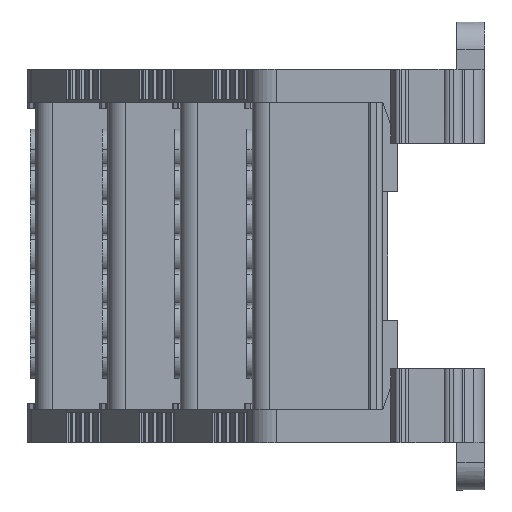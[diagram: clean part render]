
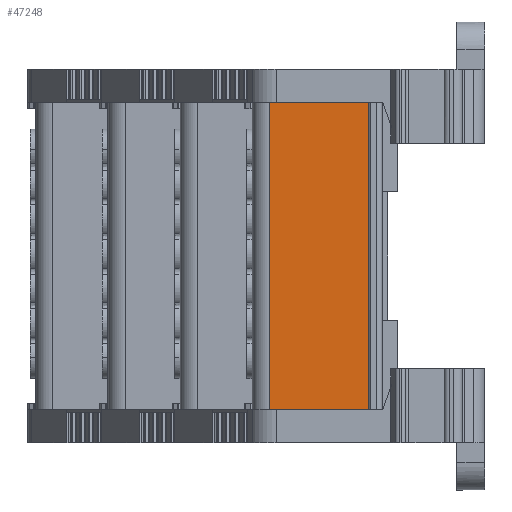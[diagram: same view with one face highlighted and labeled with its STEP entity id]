
A CAD part, left-side view. The second image highlights one B-rep face of the part: STEP entity #47248.
In plain terms, the highlighted planar face has unit normal (-1, 0.018, 0).
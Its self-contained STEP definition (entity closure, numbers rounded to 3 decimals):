
#5931 = EDGE_CURVE ( 'NONE', #77340, #77133, #70103, .T. ) ;
#5965 = EDGE_CURVE ( 'NONE', #77480, #77133, #72431, .T. ) ;
#5966 = EDGE_CURVE ( 'NONE', #77480, #77462, #70261, .T. ) ;
#6049 = EDGE_CURVE ( 'NONE', #77462, #77340, #72496, .T. ) ;
#40270 = VECTOR ( 'NONE', #70124, 1000. ) ;
#40272 = VECTOR ( 'NONE', #70290, 1000. ) ;
#47248 = ADVANCED_FACE ( 'NONE', ( #53435 ), #53498, .T. ) ;
#53435 = FACE_OUTER_BOUND ( 'NONE', #105719, .T. ) ;
#53498 = PLANE ( 'NONE',  #104901 ) ;
#53517 = DIRECTION ( 'NONE',  ( -1., 0.017, 0. ) ) ;
#53530 = DIRECTION ( 'NONE',  ( -0.017, -1., 0. ) ) ;
#53568 = CARTESIAN_POINT ( 'NONE',  ( -92.098, 62.376, 150.953 ) ) ;
#70103 = LINE ( 'NONE', #70116, #40270 ) ;
#70116 = CARTESIAN_POINT ( 'NONE',  ( -92.098, 62.376, 150.953 ) ) ;
#70124 = DIRECTION ( 'NONE',  ( 0., 0., 1. ) ) ;
#70255 = CARTESIAN_POINT ( 'NONE',  ( -91.877, 75.062, 55.361 ) ) ;
#70261 = LINE ( 'NONE', #70266, #40272 ) ;
#70266 = CARTESIAN_POINT ( 'NONE',  ( -91.766, 81.405, 150.953 ) ) ;
#70288 = CARTESIAN_POINT ( 'NONE',  ( -91.766, 81.405, 55.361 ) ) ;
#70290 = DIRECTION ( 'NONE',  ( 0., 0., -1. ) ) ;
#70299 = CARTESIAN_POINT ( 'NONE',  ( -92.098, 62.376, 55.361 ) ) ;
#70300 = CARTESIAN_POINT ( 'NONE',  ( -91.987, 68.719, 55.361 ) ) ;
#70773 = CARTESIAN_POINT ( 'NONE',  ( -91.877, 75.062, 0.015 ) ) ;
#70782 = CARTESIAN_POINT ( 'NONE',  ( -91.987, 68.719, 0.015 ) ) ;
#70784 = CARTESIAN_POINT ( 'NONE',  ( -91.766, 81.405, 0.015 ) ) ;
#70809 = CARTESIAN_POINT ( 'NONE',  ( -92.098, 62.376, 0.015 ) ) ;
#71764 = ORIENTED_EDGE ( 'NONE', *, *, #5965, .F. ) ;
#71775 = ORIENTED_EDGE ( 'NONE', *, *, #5966, .T. ) ;
#71780 = ORIENTED_EDGE ( 'NONE', *, *, #6049, .T. ) ;
#71793 = ORIENTED_EDGE ( 'NONE', *, *, #5931, .T. ) ;
#72431 = B_SPLINE_CURVE_WITH_KNOTS ( 'NONE', 3,
 ( #70288, #70255, #70300, #70299 ),
 .UNSPECIFIED., .F., .F.,
 ( 4, 4 ),
 ( 0., 1. ),
 .UNSPECIFIED. ) ;
#72496 = B_SPLINE_CURVE_WITH_KNOTS ( 'NONE', 3,
 ( #70784, #70773, #70782, #70809 ),
 .UNSPECIFIED., .F., .F.,
 ( 4, 4 ),
 ( 0., 1. ),
 .UNSPECIFIED. ) ;
#77133 = VERTEX_POINT ( 'NONE', #95007 ) ;
#77340 = VERTEX_POINT ( 'NONE', #92880 ) ;
#77462 = VERTEX_POINT ( 'NONE', #92986 ) ;
#77480 = VERTEX_POINT ( 'NONE', #93084 ) ;
#92880 = CARTESIAN_POINT ( 'NONE',  ( -92.098, 62.376, 0.015 ) ) ;
#92986 = CARTESIAN_POINT ( 'NONE',  ( -91.766, 81.405, 0.015 ) ) ;
#93084 = CARTESIAN_POINT ( 'NONE',  ( -91.766, 81.405, 55.361 ) ) ;
#95007 = CARTESIAN_POINT ( 'NONE',  ( -92.098, 62.376, 55.361 ) ) ;
#104901 = AXIS2_PLACEMENT_3D ( 'NONE', #53568, #53517, #53530 ) ;
#105719 = EDGE_LOOP ( 'NONE', ( #71764, #71775, #71780, #71793 ) ) ;
